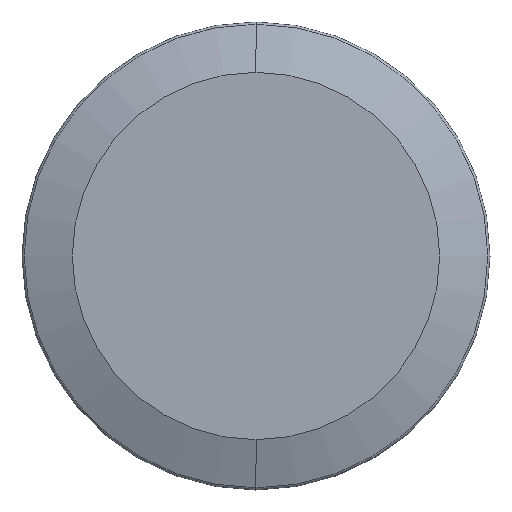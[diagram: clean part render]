
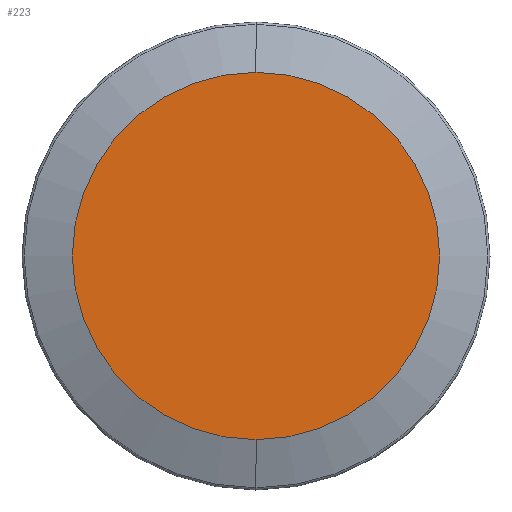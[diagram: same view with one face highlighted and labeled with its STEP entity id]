
A CAD part, left-side view. The second image highlights one B-rep face of the part: STEP entity #223.
In plain terms, the highlighted planar face has unit normal (-1, 0, 0).
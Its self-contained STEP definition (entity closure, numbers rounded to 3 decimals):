
#43 = VERTEX_POINT ( 'NONE', #429 ) ;
#52 = AXIS2_PLACEMENT_3D ( 'NONE', #301, #478, #258 ) ;
#107 = DIRECTION ( 'NONE',  ( 0., 0., 1. ) ) ;
#162 = CARTESIAN_POINT ( 'NONE',  ( 0., 0., 0. ) ) ;
#176 = FACE_OUTER_BOUND ( 'NONE', #404, .T. ) ;
#223 = ADVANCED_FACE ( 'NONE', ( #176 ), #532, .F. ) ;
#232 = ORIENTED_EDGE ( 'NONE', *, *, #366, .T. ) ;
#258 = DIRECTION ( 'NONE',  ( 0., 0., 1. ) ) ;
#268 = ORIENTED_EDGE ( 'NONE', *, *, #546, .T. ) ;
#293 = VERTEX_POINT ( 'NONE', #333 ) ;
#294 = DIRECTION ( 'NONE',  ( -1., 0., 0. ) ) ;
#301 = CARTESIAN_POINT ( 'NONE',  ( 0., 0., 0. ) ) ;
#313 = DIRECTION ( 'NONE',  ( 0., 0., -1. ) ) ;
#328 = CIRCLE ( 'NONE', #52, 41.598 ) ;
#333 = CARTESIAN_POINT ( 'NONE',  ( 0., 0., -41.598 ) ) ;
#349 = CARTESIAN_POINT ( 'NONE',  ( 0., 0., 0. ) ) ;
#362 = CIRCLE ( 'NONE', #462, 41.598 ) ;
#366 = EDGE_CURVE ( 'NONE', #43, #293, #362, .T. ) ;
#370 = DIRECTION ( 'NONE',  ( 1., 0., 0. ) ) ;
#404 = EDGE_LOOP ( 'NONE', ( #268, #232 ) ) ;
#429 = CARTESIAN_POINT ( 'NONE',  ( 0., 0., 41.598 ) ) ;
#462 = AXIS2_PLACEMENT_3D ( 'NONE', #162, #294, #107 ) ;
#478 = DIRECTION ( 'NONE',  ( -1., 0., 0. ) ) ;
#532 = PLANE ( 'NONE',  #554 ) ;
#546 = EDGE_CURVE ( 'NONE', #293, #43, #328, .T. ) ;
#554 = AXIS2_PLACEMENT_3D ( 'NONE', #349, #370, #313 ) ;
